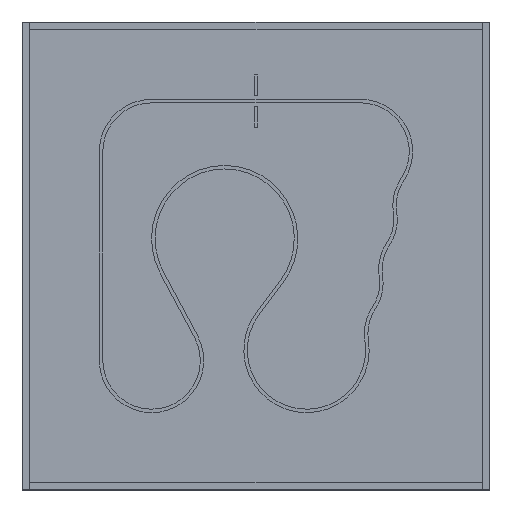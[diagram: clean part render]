
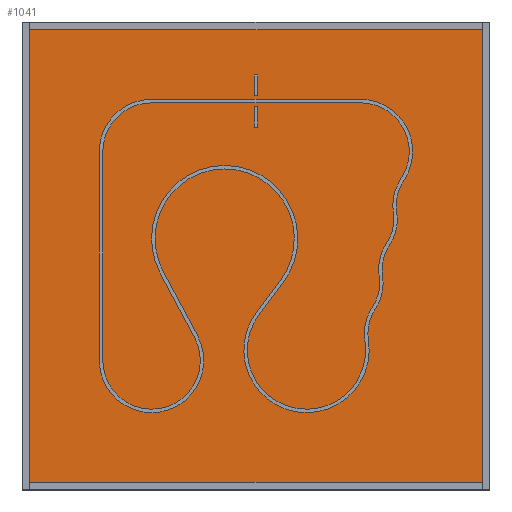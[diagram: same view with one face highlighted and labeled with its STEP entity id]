
A CAD part, top view. The second image highlights one B-rep face of the part: STEP entity #1041.
In plain terms, the highlighted planar face has unit normal (0, 0, 1).
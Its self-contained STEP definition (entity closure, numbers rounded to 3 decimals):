
#143=FACE_OUTER_BOUND('',#203,.T.);
#203=EDGE_LOOP('',(#743,#744,#745,#746));
#269=LINE('',#1641,#373);
#272=LINE('',#1647,#376);
#275=LINE('',#1653,#379);
#278=LINE('',#1657,#382);
#373=VECTOR('',#1303,10.);
#376=VECTOR('',#1308,10.);
#379=VECTOR('',#1313,10.);
#382=VECTOR('',#1318,10.);
#473=VERTEX_POINT('',#1638);
#474=VERTEX_POINT('',#1640);
#476=VERTEX_POINT('',#1646);
#478=VERTEX_POINT('',#1652);
#573=EDGE_CURVE('',#474,#473,#269,.T.);
#576=EDGE_CURVE('',#476,#474,#272,.T.);
#579=EDGE_CURVE('',#478,#476,#275,.T.);
#582=EDGE_CURVE('',#473,#478,#278,.T.);
#743=ORIENTED_EDGE('',*,*,#582,.T.);
#744=ORIENTED_EDGE('',*,*,#579,.T.);
#745=ORIENTED_EDGE('',*,*,#576,.T.);
#746=ORIENTED_EDGE('',*,*,#573,.T.);
#1001=PLANE('',#1166);
#1041=ADVANCED_FACE('',(#143),#1001,.T.);
#1166=AXIS2_PLACEMENT_3D('',#1658,#1319,#1320);
#1303=DIRECTION('',(1.,0.,0.));
#1308=DIRECTION('',(0.,-1.,0.));
#1313=DIRECTION('',(-1.,0.,0.));
#1318=DIRECTION('',(0.,1.,0.));
#1319=DIRECTION('center_axis',(0.,0.,1.));
#1320=DIRECTION('ref_axis',(1.,0.,0.));
#1638=CARTESIAN_POINT('',(650.,-650.,22.));
#1640=CARTESIAN_POINT('',(-650.,-650.,22.));
#1641=CARTESIAN_POINT('',(-650.,-650.,22.));
#1646=CARTESIAN_POINT('',(-650.,650.,22.));
#1647=CARTESIAN_POINT('',(-650.,650.,22.));
#1652=CARTESIAN_POINT('',(650.,650.,22.));
#1653=CARTESIAN_POINT('',(650.,650.,22.));
#1657=CARTESIAN_POINT('',(650.,-650.,22.));
#1658=CARTESIAN_POINT('Origin',(0.,0.,22.));
